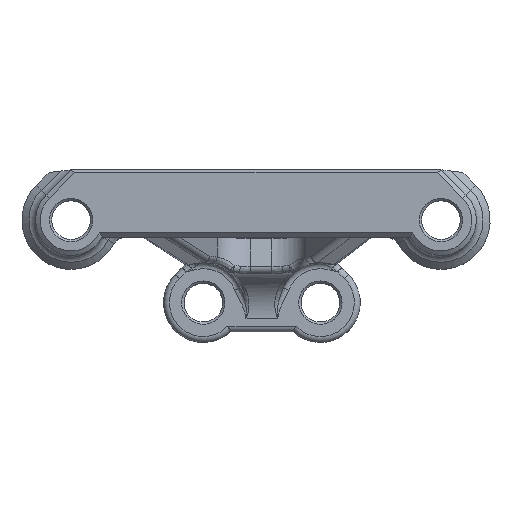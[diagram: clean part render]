
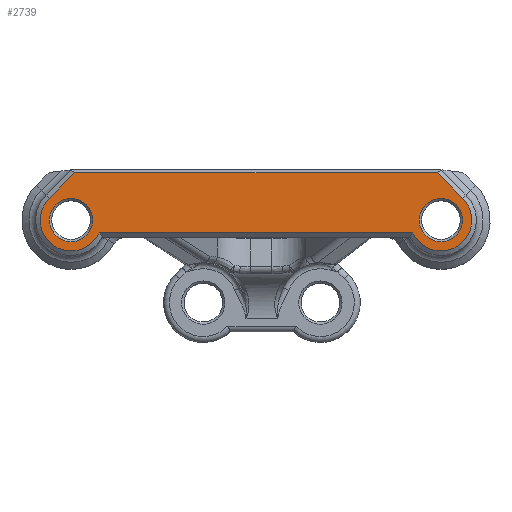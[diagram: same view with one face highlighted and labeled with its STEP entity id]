
A CAD part, top view. The second image highlights one B-rep face of the part: STEP entity #2739.
In plain terms, the highlighted planar face has unit normal (0, 0, 1).
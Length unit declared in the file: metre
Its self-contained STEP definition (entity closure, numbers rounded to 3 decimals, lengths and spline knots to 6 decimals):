
#323=LINE('',#4331,#462);
#324=LINE('',#4336,#463);
#325=LINE('',#4338,#464);
#326=LINE('',#4340,#465);
#462=VECTOR('',#3410,1.);
#463=VECTOR('',#3413,1.);
#464=VECTOR('',#3414,1.);
#465=VECTOR('',#3415,1.);
#568=CIRCLE('',#2980,0.002636);
#569=CIRCLE('',#2981,0.002636);
#570=CIRCLE('',#2982,0.00185);
#571=CIRCLE('',#2983,0.00185);
#802=ORIENTED_EDGE('',*,*,#1641,.T.);
#803=ORIENTED_EDGE('',*,*,#1642,.T.);
#804=ORIENTED_EDGE('',*,*,#1643,.T.);
#805=ORIENTED_EDGE('',*,*,#1644,.T.);
#806=ORIENTED_EDGE('',*,*,#1645,.T.);
#807=ORIENTED_EDGE('',*,*,#1646,.T.);
#808=ORIENTED_EDGE('',*,*,#1647,.T.);
#809=ORIENTED_EDGE('',*,*,#1648,.T.);
#1641=EDGE_CURVE('',#2057,#2058,#323,.T.);
#1642=EDGE_CURVE('',#2058,#2059,#568,.F.);
#1643=EDGE_CURVE('',#2059,#2060,#324,.T.);
#1644=EDGE_CURVE('',#2060,#2061,#325,.T.);
#1645=EDGE_CURVE('',#2061,#2062,#326,.T.);
#1646=EDGE_CURVE('',#2062,#2057,#569,.F.);
#1647=EDGE_CURVE('',#2063,#2063,#570,.T.);
#1648=EDGE_CURVE('',#2064,#2064,#571,.T.);
#2057=VERTEX_POINT('',#4332);
#2058=VERTEX_POINT('',#4333);
#2059=VERTEX_POINT('',#4335);
#2060=VERTEX_POINT('',#4337);
#2061=VERTEX_POINT('',#4339);
#2062=VERTEX_POINT('',#4341);
#2063=VERTEX_POINT('',#4344);
#2064=VERTEX_POINT('',#4346);
#2260=EDGE_LOOP('',(#802,#803,#804,#805,#806,#807));
#2261=EDGE_LOOP('',(#808));
#2262=EDGE_LOOP('',(#809));
#2477=FACE_BOUND('',#2260,.T.);
#2478=FACE_BOUND('',#2261,.T.);
#2479=FACE_BOUND('',#2262,.T.);
#2683=PLANE('',#2979);
#2739=ADVANCED_FACE('',(#2477,#2478,#2479),#2683,.F.);
#2979=AXIS2_PLACEMENT_3D('',#4330,#3408,#3409);
#2980=AXIS2_PLACEMENT_3D('',#4334,#3411,#3412);
#2981=AXIS2_PLACEMENT_3D('',#4342,#3416,#3417);
#2982=AXIS2_PLACEMENT_3D('',#4343,#3418,#3419);
#2983=AXIS2_PLACEMENT_3D('',#4345,#3420,#3421);
#3408=DIRECTION('',(0.,0.,-1.));
#3409=DIRECTION('',(0.,1.,0.));
#3410=DIRECTION('',(1.,0.,0.));
#3411=DIRECTION('',(0.,0.,-1.));
#3412=DIRECTION('',(0.,1.,0.));
#3413=DIRECTION('',(-0.707,0.707,0.));
#3414=DIRECTION('',(-1.,0.,0.));
#3415=DIRECTION('',(-0.707,-0.707,0.));
#3416=DIRECTION('',(0.,0.,-1.));
#3417=DIRECTION('',(0.,1.,0.));
#3418=DIRECTION('',(0.,0.,-1.));
#3419=DIRECTION('',(0.,1.,0.));
#3420=DIRECTION('',(0.,0.,-1.));
#3421=DIRECTION('',(0.,1.,0.));
#4330=CARTESIAN_POINT('',(0.047604,0.007927,0.0336));
#4331=CARTESIAN_POINT('',(0.013202,0.0059,0.0336));
#4332=CARTESIAN_POINT('',(-0.013404,0.0059,0.0336));
#4333=CARTESIAN_POINT('',(0.013404,0.0059,0.0336));
#4334=CARTESIAN_POINT('',(0.0158,0.007,0.0336));
#4335=CARTESIAN_POINT('',(0.017664,0.008864,0.0336));
#4336=CARTESIAN_POINT('',(0.033103,-0.006574,0.0336));
#4337=CARTESIAN_POINT('',(0.015466,0.011062,0.0336));
#4338=CARTESIAN_POINT('',(0.047604,0.011062,0.0336));
#4339=CARTESIAN_POINT('',(-0.015466,0.011062,0.0336));
#4340=CARTESIAN_POINT('',(0.014501,0.04103,0.0336));
#4341=CARTESIAN_POINT('',(-0.017664,0.008864,0.0336));
#4342=CARTESIAN_POINT('',(-0.0158,0.007,0.0336));
#4343=CARTESIAN_POINT('',(0.0158,0.007,0.0336));
#4344=CARTESIAN_POINT('',(0.0158,0.00885,0.0336));
#4345=CARTESIAN_POINT('',(-0.0158,0.007,0.0336));
#4346=CARTESIAN_POINT('',(-0.0158,0.00885,0.0336));
